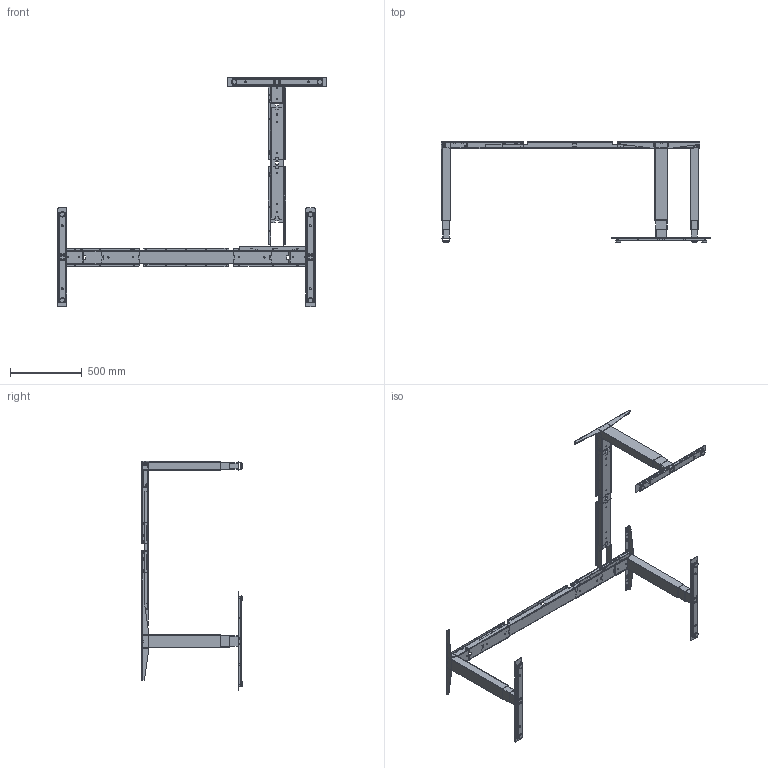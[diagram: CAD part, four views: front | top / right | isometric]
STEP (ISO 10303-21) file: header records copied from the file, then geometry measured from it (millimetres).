
FILE_DESCRIPTION (( 'STEP AP203' ), '1' );
FILE_NAME ('AE33AAxxxxxxx_Fl174_Fl115.STEP', '2017-11-17T11:59:01', ( '' ), ( '' ), 'SwSTEP 2.0', 'SolidWorks 2015', '' );
FILE_SCHEMA (( 'CONFIG_CONTROL_DESIGN' ));
Length unit declared in the file: millimetre
Products named in the file (1): AE33AAxxxxxxx_Fl174_Fl115
Bounding box: 1879 x 703.8 x 1602.88 mm (x, y, z)
Surface area: 3052048.2 mm2 (no closed solid volume)
Topology: 0 solids, 253 shells, 1983 faces, 10546 edges, 8525 vertices
Faces by surface type: plane 1016, cylinder 731, torus 84, cone 66, bspline 48, sphere 38
Entity records: 105277 total; most frequent: CARTESIAN_POINT 26440, DIRECTION 16198, ORIENTED_EDGE 13712, EDGE_CURVE 10544, VERTEX_POINT 8525, LINE 6404, VECTOR 6404, AXIS2_PLACEMENT_3D 4897
